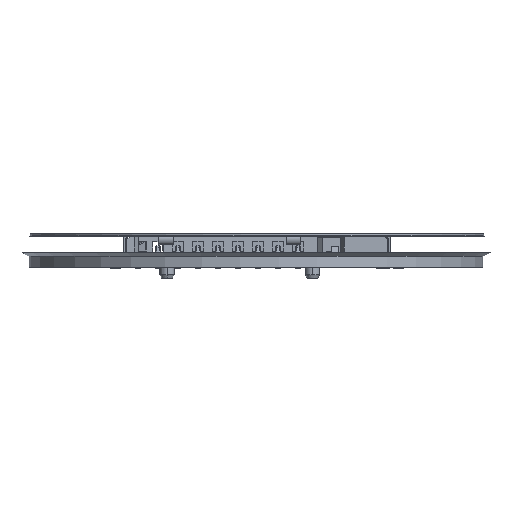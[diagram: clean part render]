
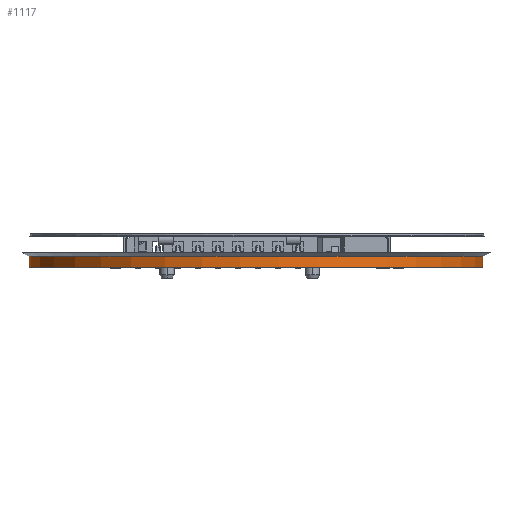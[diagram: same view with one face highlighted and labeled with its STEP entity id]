
A CAD part, front view. The second image highlights one B-rep face of the part: STEP entity #1117.
In plain terms, the highlighted cylindrical face has radius 12.5 mm (diameter 25 mm), a partial arc.
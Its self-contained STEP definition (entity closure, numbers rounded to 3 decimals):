
#122 = VERTEX_POINT('',#123);
#123 = CARTESIAN_POINT('',(3.787,-7.41,0.176)
  );
#130 = EDGE_CURVE('',#122,#131,#133,.T.);
#131 = VERTEX_POINT('',#132);
#132 = CARTESIAN_POINT('',(-0.05,-6.806,
    0.176));
#133 = CIRCLE('',#134,12.5);
#134 = AXIS2_PLACEMENT_3D('',#135,#136,#137);
#135 = CARTESIAN_POINT('',(-0.05,-19.306,
    0.176));
#136 = DIRECTION('',(0.,0.,-1.));
#137 = DIRECTION('',(0.,1.,0.));
#1099 = VERTEX_POINT('',#1100);
#1100 = CARTESIAN_POINT('',(3.787,-7.41,
    0.776));
#1107 = EDGE_CURVE('',#1099,#122,#1108,.T.);
#1108 = LINE('',#1109,#1110);
#1109 = CARTESIAN_POINT('',(3.787,-7.41,0.801
    ));
#1110 = VECTOR('',#1111,1.);
#1111 = DIRECTION('',(0.,0.,-1.));
#1117 = ADVANCED_FACE('',(#1118),#1137,.F.);
#1118 = FACE_BOUND('',#1119,.F.);
#1119 = EDGE_LOOP('',(#1120,#1128,#1135,#1136));
#1120 = ORIENTED_EDGE('',*,*,#1121,.T.);
#1121 = EDGE_CURVE('',#131,#1122,#1124,.T.);
#1122 = VERTEX_POINT('',#1123);
#1123 = CARTESIAN_POINT('',(-0.05,-6.806,
    0.776));
#1124 = LINE('',#1125,#1126);
#1125 = CARTESIAN_POINT('',(-0.05,-6.806,
    1.026));
#1126 = VECTOR('',#1127,1.);
#1127 = DIRECTION('',(0.,0.,1.));
#1128 = ORIENTED_EDGE('',*,*,#1129,.T.);
#1129 = EDGE_CURVE('',#1099,#1122,#1130,.T.);
#1130 = CIRCLE('',#1131,12.5);
#1131 = AXIS2_PLACEMENT_3D('',#1132,#1133,#1134);
#1132 = CARTESIAN_POINT('',(-0.05,-19.306,
    0.776));
#1133 = DIRECTION('',(0.,0.,-1.));
#1134 = DIRECTION('',(0.,1.,0.));
#1135 = ORIENTED_EDGE('',*,*,#1107,.T.);
#1136 = ORIENTED_EDGE('',*,*,#130,.F.);
#1137 = CYLINDRICAL_SURFACE('',#1138,12.5);
#1138 = AXIS2_PLACEMENT_3D('',#1139,#1140,#1141);
#1139 = CARTESIAN_POINT('',(-0.05,-19.306,
    0.151));
#1140 = DIRECTION('',(0.,0.,1.));
#1141 = DIRECTION('',(0.,1.,0.));
